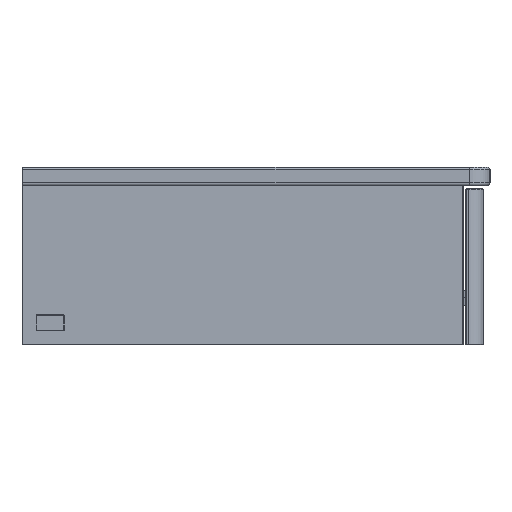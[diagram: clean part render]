
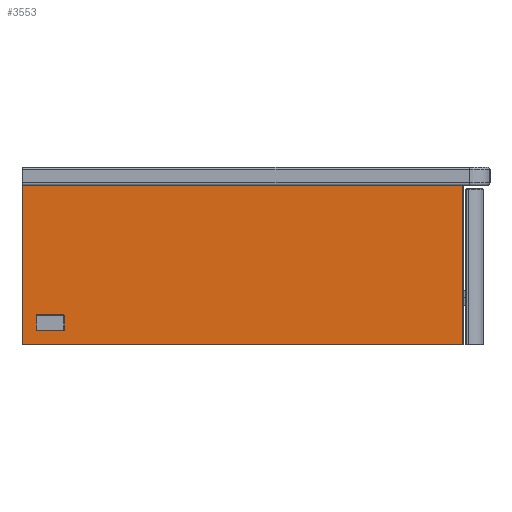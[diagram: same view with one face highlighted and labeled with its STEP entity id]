
A CAD part, left-side view. The second image highlights one B-rep face of the part: STEP entity #3553.
In plain terms, the highlighted planar face has unit normal (-1, 0, 0).
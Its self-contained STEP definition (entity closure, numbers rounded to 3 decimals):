
#3402=CARTESIAN_POINT('',(18933.827,-807.814,170.0));
#3403=VERTEX_POINT('',#3402);
#3410=CARTESIAN_POINT('',(18933.827,-807.814,0.0));
#3411=VERTEX_POINT('',#3410);
#3412=CARTESIAN_POINT('',(18933.827,-807.814,170.0));
#3413=DIRECTION('',(0.0,0.0,-1.0));
#3414=VECTOR('',#3413,170.0);
#3415=LINE('',#3412,#3414);
#3416=EDGE_CURVE('',#3403,#3411,#3415,.T.);
#3472=CARTESIAN_POINT('',(18933.827,-336.814,0.0));
#3473=VERTEX_POINT('',#3472);
#3474=CARTESIAN_POINT('',(18933.827,-336.814,0.0));
#3475=DIRECTION('',(0.0,-1.0,0.0));
#3476=VECTOR('',#3475,471.);
#3477=LINE('',#3474,#3476);
#3478=EDGE_CURVE('',#3473,#3411,#3477,.T.);
#3530=CARTESIAN_POINT('',(18933.827,-572.314,-0.001));
#3531=DIRECTION('',(-1.0,0.0,0.0));
#3532=DIRECTION('',(0.0,0.0,1.0));
#3533=AXIS2_PLACEMENT_3D('',#3530,#3531,#3532);
#3534=PLANE('',#3533);
#3535=ORIENTED_EDGE('',*,*,#3416,.F.);
#3536=CARTESIAN_POINT('',(18933.827,-336.814,170.0));
#3537=VERTEX_POINT('',#3536);
#3538=CARTESIAN_POINT('',(18933.827,-336.814,170.0));
#3539=DIRECTION('',(0.0,-1.0,0.0));
#3540=VECTOR('',#3539,471.);
#3541=LINE('',#3538,#3540);
#3542=EDGE_CURVE('',#3537,#3403,#3541,.T.);
#3543=ORIENTED_EDGE('',*,*,#3542,.F.);
#3544=CARTESIAN_POINT('',(18933.827,-336.814,0.0));
#3545=DIRECTION('',(0.0,0.0,1.0));
#3546=VECTOR('',#3545,170.0);
#3547=LINE('',#3544,#3546);
#3548=EDGE_CURVE('',#3473,#3537,#3547,.T.);
#3549=ORIENTED_EDGE('',*,*,#3548,.F.);
#3550=ORIENTED_EDGE('',*,*,#3478,.T.);
#3551=EDGE_LOOP('',(#3535,#3543,#3549,#3550));
#3552=FACE_OUTER_BOUND('',#3551,.T.);
#3553=ADVANCED_FACE('',(#3552),#3534,.T.);
